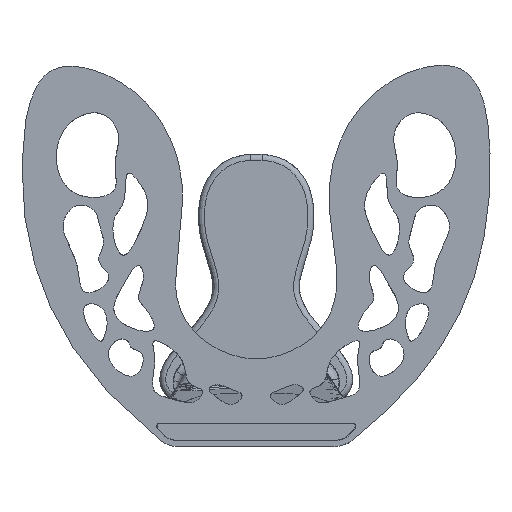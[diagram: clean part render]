
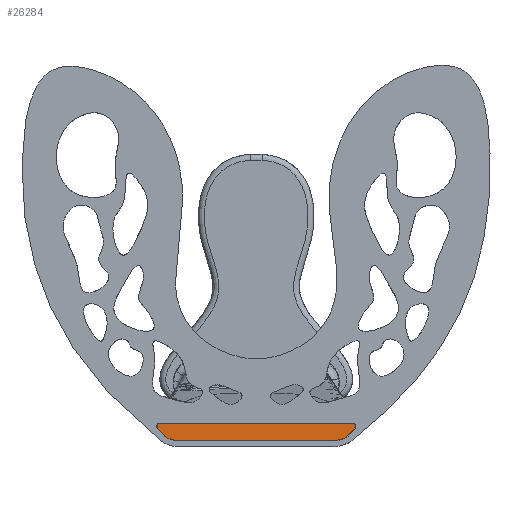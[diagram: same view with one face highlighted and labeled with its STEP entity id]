
A CAD part, front view. The second image highlights one B-rep face of the part: STEP entity #26284.
In plain terms, the highlighted free-form (B-spline) face has degree [1, 1] with [2, 2] control points.
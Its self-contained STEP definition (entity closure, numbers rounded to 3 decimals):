
#26048 = VERTEX_POINT('',#26049);
#26049 = CARTESIAN_POINT('',(-42.887,1.272,
    8.155));
#26054 = EDGE_CURVE('',#26055,#26048,#26057,.T.);
#26055 = VERTEX_POINT('',#26056);
#26056 = CARTESIAN_POINT('',(-39.83,1.272,
    4.701));
#26057 = B_SPLINE_CURVE_WITH_KNOTS('',3,(#26058,#26059,#26060,#26061,
    #26062,#26063,#26064),.UNSPECIFIED.,.F.,.F.,(4,1,1,1,4),(0.,
    0.001,0.002,0.003,
    0.004),.QUASI_UNIFORM_KNOTS.);
#26058 = CARTESIAN_POINT('',(-39.83,1.272,
    4.701));
#26059 = CARTESIAN_POINT('',(-40.086,1.272,
    4.987));
#26060 = CARTESIAN_POINT('',(-40.598,1.272,
    5.561));
#26061 = CARTESIAN_POINT('',(-41.364,1.272,
    6.423));
#26062 = CARTESIAN_POINT('',(-42.127,1.272,
    7.288));
#26063 = CARTESIAN_POINT('',(-42.634,1.272,
    7.866));
#26064 = CARTESIAN_POINT('',(-42.887,1.272,
    8.155));
#26091 = VERTEX_POINT('',#26092);
#26092 = CARTESIAN_POINT('',(-42.02,1.272,
    10.052));
#26097 = EDGE_CURVE('',#26048,#26091,#26098,.T.);
#26098 = B_SPLINE_CURVE_WITH_KNOTS('',3,(#26099,#26100,#26101,#26102,
    #26103,#26104,#26105),.UNSPECIFIED.,.F.,.F.,(4,1,1,1,4),(0.,0.25,0.5
    ,0.75,1.),.QUASI_UNIFORM_KNOTS.);
#26099 = CARTESIAN_POINT('',(-42.887,1.272,
    8.155));
#26100 = CARTESIAN_POINT('',(-43.029,1.272,
    8.317));
#26101 = CARTESIAN_POINT('',(-43.223,1.272,
    8.733));
#26102 = CARTESIAN_POINT('',(-43.124,1.272,
    9.409));
#26103 = CARTESIAN_POINT('',(-42.678,1.272,
    9.924));
#26104 = CARTESIAN_POINT('',(-42.236,1.272,
    10.052));
#26105 = CARTESIAN_POINT('',(-42.02,1.272,
    10.052));
#26127 = EDGE_CURVE('',#26091,#26128,#26130,.T.);
#26128 = VERTEX_POINT('',#26129);
#26129 = CARTESIAN_POINT('',(42.02,1.272,
    10.052));
#26130 = B_SPLINE_CURVE_WITH_KNOTS('',1,(#26131,#26132),.UNSPECIFIED.,
  .F.,.F.,(2,2),(-66.046,0.),.PIECEWISE_BEZIER_KNOTS.);
#26131 = CARTESIAN_POINT('',(-42.02,1.272,
    10.052));
#26132 = CARTESIAN_POINT('',(42.02,1.272,
    10.052));
#26150 = VERTEX_POINT('',#26151);
#26151 = CARTESIAN_POINT('',(42.887,1.272,
    8.155));
#26156 = EDGE_CURVE('',#26128,#26150,#26157,.T.);
#26157 = B_SPLINE_CURVE_WITH_KNOTS('',3,(#26158,#26159,#26160,#26161,
    #26162,#26163,#26164),.UNSPECIFIED.,.F.,.F.,(4,1,1,1,4),(0.,0.25,0.5
    ,0.75,1.),.QUASI_UNIFORM_KNOTS.);
#26158 = CARTESIAN_POINT('',(42.02,1.272,
    10.052));
#26159 = CARTESIAN_POINT('',(42.236,1.272,
    10.052));
#26160 = CARTESIAN_POINT('',(42.677,1.272,
    9.925));
#26161 = CARTESIAN_POINT('',(43.124,1.272,
    9.409));
#26162 = CARTESIAN_POINT('',(43.223,1.272,
    8.735));
#26163 = CARTESIAN_POINT('',(43.029,1.272,
    8.317));
#26164 = CARTESIAN_POINT('',(42.887,1.272,
    8.155));
#26187 = VERTEX_POINT('',#26188);
#26188 = CARTESIAN_POINT('',(39.83,1.272,
    4.701));
#26193 = EDGE_CURVE('',#26150,#26187,#26194,.T.);
#26194 = B_SPLINE_CURVE_WITH_KNOTS('',3,(#26195,#26196,#26197,#26198,
    #26199,#26200,#26201),.UNSPECIFIED.,.F.,.F.,(4,1,1,1,4),(
    0.,0.001,0.002,
    0.003,0.004),.UNSPECIFIED.);
#26195 = CARTESIAN_POINT('',(42.887,1.272,
    8.155));
#26196 = CARTESIAN_POINT('',(42.634,1.272,
    7.866));
#26197 = CARTESIAN_POINT('',(42.127,1.272,
    7.288));
#26198 = CARTESIAN_POINT('',(41.364,1.272,
    6.423));
#26199 = CARTESIAN_POINT('',(40.598,1.272,
    5.561));
#26200 = CARTESIAN_POINT('',(40.086,1.272,
    4.987));
#26201 = CARTESIAN_POINT('',(39.83,1.272,
    4.701));
#26223 = EDGE_CURVE('',#26187,#26224,#26226,.T.);
#26224 = VERTEX_POINT('',#26225);
#26225 = CARTESIAN_POINT('',(33.774,1.272,2.672
    ));
#26226 = ( BOUNDED_CURVE() B_SPLINE_CURVE(2,(#26227,#26228,#26229),
.UNSPECIFIED.,.F.,.F.) B_SPLINE_CURVE_WITH_KNOTS((3,3),(2.495,
3.142),.PIECEWISE_BEZIER_KNOTS.) CURVE() 
GEOMETRIC_REPRESENTATION_ITEM() RATIONAL_B_SPLINE_CURVE((1.,
0.948,1.)) REPRESENTATION_ITEM('') );
#26227 = CARTESIAN_POINT('',(39.83,1.272,
    4.701));
#26228 = CARTESIAN_POINT('',(37.142,1.272,
    2.672));
#26229 = CARTESIAN_POINT('',(33.774,1.272,2.672
    ));
#26248 = EDGE_CURVE('',#26224,#26249,#26251,.T.);
#26249 = VERTEX_POINT('',#26250);
#26250 = CARTESIAN_POINT('',(-33.774,1.272,
    2.672));
#26251 = B_SPLINE_CURVE_WITH_KNOTS('',1,(#26252,#26253),.UNSPECIFIED.,
  .F.,.F.,(2,2),(-53.085,0.),.PIECEWISE_BEZIER_KNOTS.);
#26252 = CARTESIAN_POINT('',(33.774,1.272,2.672
    ));
#26253 = CARTESIAN_POINT('',(-33.774,1.272,
    2.672));
#26270 = EDGE_CURVE('',#26249,#26055,#26271,.T.);
#26271 = ( BOUNDED_CURVE() B_SPLINE_CURVE(2,(#26272,#26273,#26274),
.UNSPECIFIED.,.F.,.F.) B_SPLINE_CURVE_WITH_KNOTS((3,3),(3.142,
3.788),.PIECEWISE_BEZIER_KNOTS.) CURVE() 
GEOMETRIC_REPRESENTATION_ITEM() RATIONAL_B_SPLINE_CURVE((1.,
0.948,1.)) REPRESENTATION_ITEM('') );
#26272 = CARTESIAN_POINT('',(-33.774,1.272,
    2.672));
#26273 = CARTESIAN_POINT('',(-37.142,1.272,
    2.672));
#26274 = CARTESIAN_POINT('',(-39.83,1.272,
    4.701));
#26284 = ADVANCED_FACE('',(#26285),#26295,.F.);
#26285 = FACE_BOUND('',#26286,.T.);
#26286 = EDGE_LOOP('',(#26287,#26288,#26289,#26290,#26291,#26292,#26293,
    #26294));
#26287 = ORIENTED_EDGE('',*,*,#26248,.F.);
#26288 = ORIENTED_EDGE('',*,*,#26223,.F.);
#26289 = ORIENTED_EDGE('',*,*,#26193,.F.);
#26290 = ORIENTED_EDGE('',*,*,#26156,.F.);
#26291 = ORIENTED_EDGE('',*,*,#26127,.F.);
#26292 = ORIENTED_EDGE('',*,*,#26097,.F.);
#26293 = ORIENTED_EDGE('',*,*,#26054,.F.);
#26294 = ORIENTED_EDGE('',*,*,#26270,.F.);
#26295 = B_SPLINE_SURFACE_WITH_KNOTS('',1,1,(
    (#26296,#26297)
    ,(#26298,#26299
    )),.UNSPECIFIED.,.F.,.F.,.F.,(2,2),(2,2),(-124.626,
    -118.826),(-107.015,-39.08),
  .PIECEWISE_BEZIER_KNOTS.);
#26296 = CARTESIAN_POINT('',(-43.223,1.272,
    2.672));
#26297 = CARTESIAN_POINT('',(43.223,1.272,
    2.672));
#26298 = CARTESIAN_POINT('',(-43.223,1.272,10.052
    ));
#26299 = CARTESIAN_POINT('',(43.223,1.272,
    10.052));
